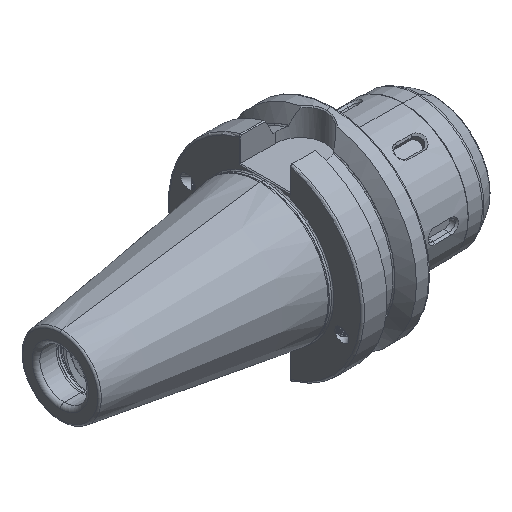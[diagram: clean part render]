
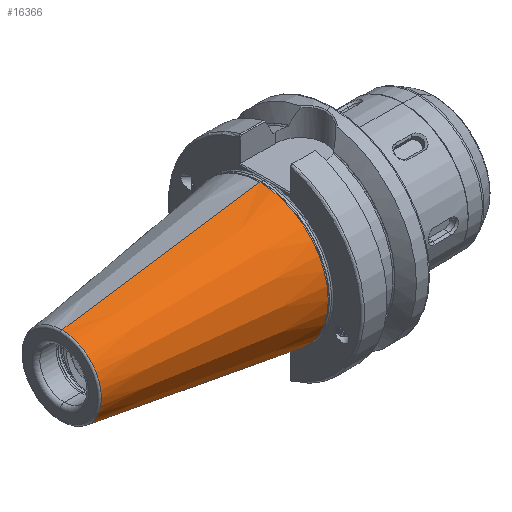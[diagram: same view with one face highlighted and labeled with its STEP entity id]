
A CAD part, isometric view. The second image highlights one B-rep face of the part: STEP entity #16366.
In plain terms, the highlighted conical face has half-angle 8.297 degrees and reference radius 34.998 mm.
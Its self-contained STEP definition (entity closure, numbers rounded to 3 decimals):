
#34 = FACE_OUTER_BOUND ( 'NONE', #23140, .T. ) ;
#56 = CONICAL_SURFACE ( 'NONE', #37192, 34.998, 0.145 ) ;
#844 = ORIENTED_EDGE ( 'NONE', *, *, #24560, .F. ) ;
#864 = ORIENTED_EDGE ( 'NONE', *, *, #24526, .T. ) ;
#870 = ORIENTED_EDGE ( 'NONE', *, *, #24321, .F. ) ;
#934 = ORIENTED_EDGE ( 'NONE', *, *, #24340, .T. ) ;
#3074 = CARTESIAN_POINT ( 'NONE',  ( -2.5, 0., 34.998 ) ) ;
#3135 = DIRECTION ( 'NONE',  ( 0.99, 0., 0.144 ) ) ;
#3444 = CARTESIAN_POINT ( 'NONE',  ( -2.5, 0., -34.998 ) ) ;
#3457 = DIRECTION ( 'NONE',  ( 0.99, 0., -0.144 ) ) ;
#5139 = CIRCLE ( 'NONE', #10052, 20.204 ) ;
#5326 = CIRCLE ( 'NONE', #10045, 34.998 ) ;
#5845 = LINE ( 'NONE', #3074, #5916 ) ;
#5916 = VECTOR ( 'NONE', #3135, 1000. ) ;
#5937 = VECTOR ( 'NONE', #3457, 1000. ) ;
#6024 = LINE ( 'NONE', #3444, #5937 ) ;
#10045 = AXIS2_PLACEMENT_3D ( 'NONE', #10469, #10482, #10456 ) ;
#10052 = AXIS2_PLACEMENT_3D ( 'NONE', #10280, #10326, #10323 ) ;
#10280 = CARTESIAN_POINT ( 'NONE',  ( -103.944, 0., 0. ) ) ;
#10323 = DIRECTION ( 'NONE',  ( 0., 0., -1. ) ) ;
#10326 = DIRECTION ( 'NONE',  ( 1., 0., 0. ) ) ;
#10456 = DIRECTION ( 'NONE',  ( 0., 0., -1. ) ) ;
#10469 = CARTESIAN_POINT ( 'NONE',  ( -2.5, 0., 0. ) ) ;
#10482 = DIRECTION ( 'NONE',  ( 1., 0., 0. ) ) ;
#15134 = VERTEX_POINT ( 'NONE', #27665 ) ;
#15159 = VERTEX_POINT ( 'NONE', #27678 ) ;
#15221 = VERTEX_POINT ( 'NONE', #26434 ) ;
#15259 = VERTEX_POINT ( 'NONE', #26455 ) ;
#16366 = ADVANCED_FACE ( 'NONE', ( #34 ), #56, .T. ) ;
#23140 = EDGE_LOOP ( 'NONE', ( #870, #864, #934, #844 ) ) ;
#24321 = EDGE_CURVE ( 'NONE', #15259, #15134, #5845, .T. ) ;
#24340 = EDGE_CURVE ( 'NONE', #15221, #15159, #6024, .T. ) ;
#24526 = EDGE_CURVE ( 'NONE', #15259, #15221, #5139, .T. ) ;
#24560 = EDGE_CURVE ( 'NONE', #15134, #15159, #5326, .T. ) ;
#26434 = CARTESIAN_POINT ( 'NONE',  ( -103.944, 0., -20.204 ) ) ;
#26455 = CARTESIAN_POINT ( 'NONE',  ( -103.944, 0., 20.204 ) ) ;
#27291 = DIRECTION ( 'NONE',  ( 0., 0., -1. ) ) ;
#27314 = CARTESIAN_POINT ( 'NONE',  ( -2.5, 0., 0. ) ) ;
#27318 = DIRECTION ( 'NONE',  ( 1., 0., 0. ) ) ;
#27665 = CARTESIAN_POINT ( 'NONE',  ( -2.5, 0., 34.998 ) ) ;
#27678 = CARTESIAN_POINT ( 'NONE',  ( -2.5, 0., -34.998 ) ) ;
#37192 = AXIS2_PLACEMENT_3D ( 'NONE', #27314, #27318, #27291 ) ;
